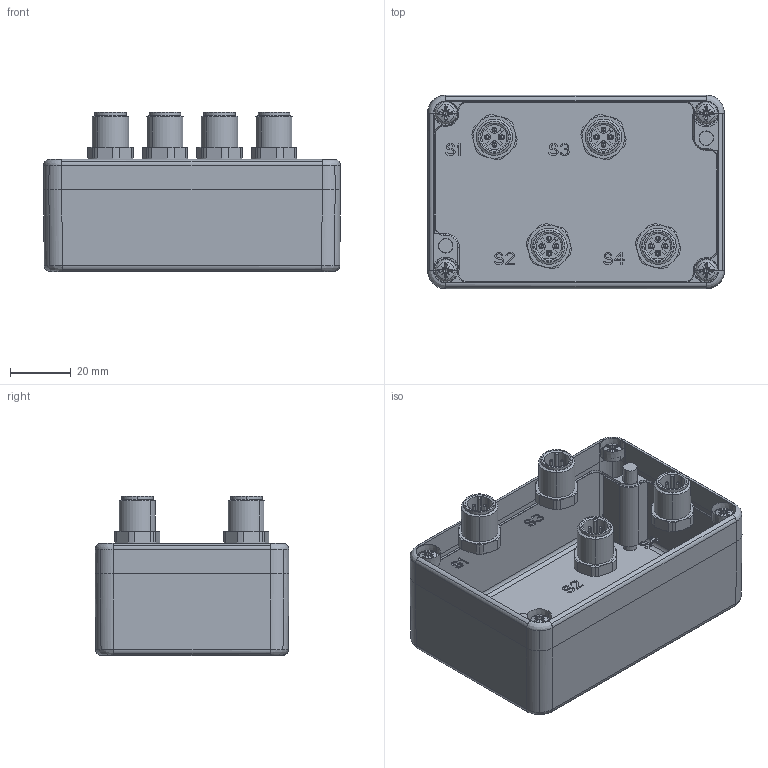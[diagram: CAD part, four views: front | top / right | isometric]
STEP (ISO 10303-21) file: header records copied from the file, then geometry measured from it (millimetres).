
FILE_DESCRIPTION(('STEP AP214'),'1');
FILE_NAME('HALDERN_EH_22810_9010.stp','2020-04-22T11:24:30',('TraceParts'),('TraceParts S.A.'),'Spatial InterOp 3D',' ',' ');
FILE_SCHEMA(('AUTOMOTIVE_DESIGN { 1 0 10303 214 1 1 1 1 }'));
Length unit declared in the file: millimetre
Products named in the file (1): HALDERN_EH_22810_9010
Bounding box: 98 x 64 x 52.5 mm (x, y, z)
Volume: 229661.7 mm3; surface area: 31826.5 mm2
Topology: 1 solids, 1 shells, 1059 faces, 2832 edges, 1790 vertices
Faces by surface type: plane 547, cone 228, cylinder 184, sphere 48, torus 44, bspline 8
Entity records: 44011 total; most frequent: CARTESIAN_POINT 9426, ORIENTED_EDGE 5584, DIRECTION 5314, EDGE_CURVE 2792, AXIS2_PLACEMENT_3D 1856, VERTEX_POINT 1790, LINE 1602, VECTOR 1602
